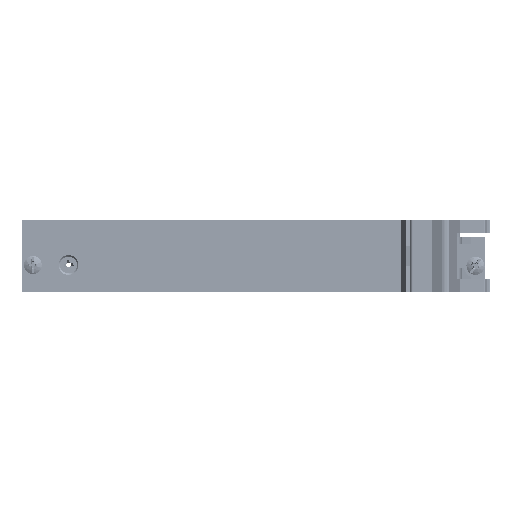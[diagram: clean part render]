
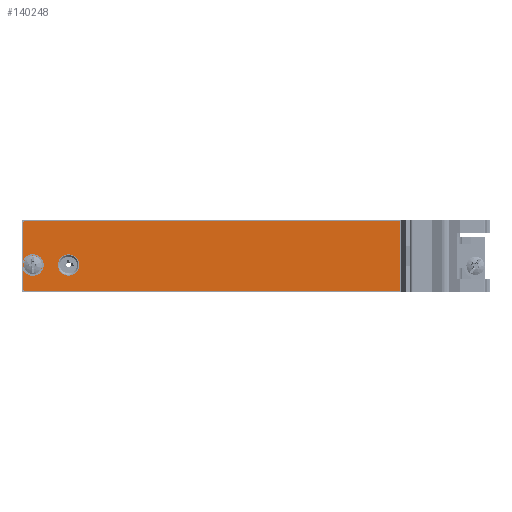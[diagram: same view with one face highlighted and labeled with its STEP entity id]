
A CAD part, left-side view. The second image highlights one B-rep face of the part: STEP entity #140248.
In plain terms, the highlighted planar face has unit normal (-1, 0, 0).
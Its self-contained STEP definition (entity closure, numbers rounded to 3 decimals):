
#6852 = CARTESIAN_POINT ( 'NONE',  ( -94.758, 62.18, 5.385 ) ) ;
#11096 = VERTEX_POINT ( 'NONE', #6852 ) ;
#20511 = ORIENTED_EDGE ( 'NONE', *, *, #23741, .F. ) ;
#20513 = ORIENTED_EDGE ( 'NONE', *, *, #23751, .T. ) ;
#20516 = ORIENTED_EDGE ( 'NONE', *, *, #23754, .T. ) ;
#20519 = ORIENTED_EDGE ( 'NONE', *, *, #23757, .T. ) ;
#20522 = ORIENTED_EDGE ( 'NONE', *, *, #23724, .T. ) ;
#20526 = ORIENTED_EDGE ( 'NONE', *, *, #23760, .T. ) ;
#20528 = ORIENTED_EDGE ( 'NONE', *, *, #23770, .T. ) ;
#20531 = ORIENTED_EDGE ( 'NONE', *, *, #23775, .T. ) ;
#20534 = ORIENTED_EDGE ( 'NONE', *, *, #23779, .T. ) ;
#20537 = ORIENTED_EDGE ( 'NONE', *, *, #23786, .F. ) ;
#20540 = ORIENTED_EDGE ( 'NONE', *, *, #23790, .F. ) ;
#20542 = ORIENTED_EDGE ( 'NONE', *, *, #23796, .F. ) ;
#20545 = ORIENTED_EDGE ( 'NONE', *, *, #23804, .F. ) ;
#23724 = EDGE_CURVE ( 'NONE', #197926, #197916, #124477, .T. ) ;
#23741 = EDGE_CURVE ( 'NONE', #11096, #11096, #124505, .T. ) ;
#23751 = EDGE_CURVE ( 'NONE', #197932, #197863, #124511, .T. ) ;
#23754 = EDGE_CURVE ( 'NONE', #197863, #197942, #124521, .T. ) ;
#23757 = EDGE_CURVE ( 'NONE', #197942, #197926, #124524, .T. ) ;
#23760 = EDGE_CURVE ( 'NONE', #197916, #197938, #124529, .T. ) ;
#23770 = EDGE_CURVE ( 'NONE', #197938, #197949, #124535, .T. ) ;
#23775 = EDGE_CURVE ( 'NONE', #197949, #197952, #124532, .T. ) ;
#23779 = EDGE_CURVE ( 'NONE', #197952, #197932, #124550, .T. ) ;
#23786 = EDGE_CURVE ( 'NONE', #197891, #197955, #124559, .T. ) ;
#23790 = EDGE_CURVE ( 'NONE', #197935, #197891, #124561, .T. ) ;
#23796 = EDGE_CURVE ( 'NONE', #197957, #197935, #124556, .T. ) ;
#23804 = EDGE_CURVE ( 'NONE', #197955, #197957, #124547, .T. ) ;
#36679 = CARTESIAN_POINT ( 'NONE',  ( -94.758, -29.32, 14.635 ) ) ;
#36710 = CARTESIAN_POINT ( 'NONE',  ( -94.758, 73.98, 0.878 ) ) ;
#36738 = CARTESIAN_POINT ( 'NONE',  ( -94.758, 74.68, -4.465 ) ) ;
#36748 = CARTESIAN_POINT ( 'NONE',  ( -94.758, 74.68, 14.335 ) ) ;
#36755 = CARTESIAN_POINT ( 'NONE',  ( -94.758, -29.62, 14.335 ) ) ;
#36758 = CARTESIAN_POINT ( 'NONE',  ( -94.758, 73.98, 3.991 ) ) ;
#36762 = CARTESIAN_POINT ( 'NONE',  ( -94.758, 74.38, -4.765 ) ) ;
#36766 = CARTESIAN_POINT ( 'NONE',  ( -94.758, 74.38, 14.635 ) ) ;
#36772 = CARTESIAN_POINT ( 'NONE',  ( -94.758, -29.32, -4.765 ) ) ;
#36776 = CARTESIAN_POINT ( 'NONE',  ( -94.758, -29.62, -4.465 ) ) ;
#36779 = CARTESIAN_POINT ( 'NONE',  ( -94.758, 70.18, 0.878 ) ) ;
#36783 = CARTESIAN_POINT ( 'NONE',  ( -94.758, 70.18, 3.991 ) ) ;
#82678 = PLANE ( 'NONE',  #145714 ) ;
#82684 = CARTESIAN_POINT ( 'NONE',  ( -94.758, -29.32, 14.335 ) ) ;
#82685 = DIRECTION ( 'NONE',  ( 1., 0., 0. ) ) ;
#82686 = DIRECTION ( 'NONE',  ( 0., 0., -1. ) ) ;
#124477 = LINE ( 'NONE', #143475, #124490 ) ;
#124490 = VECTOR ( 'NONE', #143497, 1000. ) ;
#124505 = CIRCLE ( 'NONE', #203831, 2.95 ) ;
#124511 = CIRCLE ( 'NONE', #203833, 0.3 ) ;
#124521 = LINE ( 'NONE', #143605, #124527 ) ;
#124524 = CIRCLE ( 'NONE', #205115, 0.3 ) ;
#124527 = VECTOR ( 'NONE', #143577, 1000. ) ;
#124529 = CIRCLE ( 'NONE', #205116, 0.3 ) ;
#124532 = CIRCLE ( 'NONE', #205117, 0.3 ) ;
#124535 = LINE ( 'NONE', #143667, #124544 ) ;
#124544 = VECTOR ( 'NONE', #143690, 1000. ) ;
#124547 = LINE ( 'NONE', #143795, #124578 ) ;
#124550 = LINE ( 'NONE', #143706, #124553 ) ;
#124553 = VECTOR ( 'NONE', #143723, 1000. ) ;
#124556 = CIRCLE ( 'NONE', #205120, 2.8 ) ;
#124559 = CIRCLE ( 'NONE', #205119, 2.8 ) ;
#124561 = LINE ( 'NONE', #143755, #124564 ) ;
#124564 = VECTOR ( 'NONE', #143779, 1000. ) ;
#124578 = VECTOR ( 'NONE', #143830, 1000. ) ;
#140248 = ADVANCED_FACE ( 'NONE', ( #207049, #207052, #207058 ), #82678, .F. ) ;
#143475 = CARTESIAN_POINT ( 'NONE',  ( -94.758, 74.68, -4.465 ) ) ;
#143497 = DIRECTION ( 'NONE',  ( 0., 0., -1. ) ) ;
#143561 = CARTESIAN_POINT ( 'NONE',  ( -94.758, 62.18, 2.435 ) ) ;
#143566 = DIRECTION ( 'NONE',  ( -1., 0., 0. ) ) ;
#143570 = DIRECTION ( 'NONE',  ( 0., 0., 1. ) ) ;
#143577 = DIRECTION ( 'NONE',  ( 0., 1., 0. ) ) ;
#143605 = CARTESIAN_POINT ( 'NONE',  ( -94.758, 74.38, 14.635 ) ) ;
#143609 = CARTESIAN_POINT ( 'NONE',  ( -94.758, -29.32, 14.335 ) ) ;
#143613 = DIRECTION ( 'NONE',  ( -1., 0., 0. ) ) ;
#143618 = DIRECTION ( 'NONE',  ( 0., 0., -1. ) ) ;
#143637 = CARTESIAN_POINT ( 'NONE',  ( -94.758, 74.38, 14.335 ) ) ;
#143640 = DIRECTION ( 'NONE',  ( -1., 0., 0. ) ) ;
#143645 = DIRECTION ( 'NONE',  ( 0., 0., -1. ) ) ;
#143657 = CARTESIAN_POINT ( 'NONE',  ( -94.758, 74.38, -4.465 ) ) ;
#143659 = DIRECTION ( 'NONE',  ( -1., 0., 0. ) ) ;
#143663 = DIRECTION ( 'NONE',  ( 0., 0., -1. ) ) ;
#143667 = CARTESIAN_POINT ( 'NONE',  ( -94.758, -29.32, -4.765 ) ) ;
#143690 = DIRECTION ( 'NONE',  ( 0., -1., 0. ) ) ;
#143706 = CARTESIAN_POINT ( 'NONE',  ( -94.758, -29.62, 14.335 ) ) ;
#143710 = CARTESIAN_POINT ( 'NONE',  ( -94.758, -29.32, -4.465 ) ) ;
#143714 = DIRECTION ( 'NONE',  ( -1., 0., 0. ) ) ;
#143718 = DIRECTION ( 'NONE',  ( 0., 0., 1. ) ) ;
#143723 = DIRECTION ( 'NONE',  ( 0., 0., 1. ) ) ;
#143755 = CARTESIAN_POINT ( 'NONE',  ( -94.758, 73.98, 3.991 ) ) ;
#143766 = CARTESIAN_POINT ( 'NONE',  ( -94.758, 72.08, 2.935 ) ) ;
#143768 = DIRECTION ( 'NONE',  ( -1., 0., 0. ) ) ;
#143772 = DIRECTION ( 'NONE',  ( 0., 0., 1. ) ) ;
#143779 = DIRECTION ( 'NONE',  ( 0., 0., -1. ) ) ;
#143795 = CARTESIAN_POINT ( 'NONE',  ( -94.758, 70.18, 0.878 ) ) ;
#143804 = CARTESIAN_POINT ( 'NONE',  ( -94.758, 72.08, 1.935 ) ) ;
#143809 = DIRECTION ( 'NONE',  ( -1., 0., 0. ) ) ;
#143812 = DIRECTION ( 'NONE',  ( 0., 0., 1. ) ) ;
#143830 = DIRECTION ( 'NONE',  ( 0., 0., 1. ) ) ;
#145714 = AXIS2_PLACEMENT_3D ( 'NONE', #82684, #82685, #82686 ) ;
#190370 = EDGE_LOOP ( 'NONE', ( #20513, #20516, #20519, #20522, #20526, #20528, #20531, #20534 ) ) ;
#190373 = EDGE_LOOP ( 'NONE', ( #20537, #20540, #20542, #20545 ) ) ;
#190375 = EDGE_LOOP ( 'NONE', ( #20511 ) ) ;
#197863 = VERTEX_POINT ( 'NONE', #36679 ) ;
#197891 = VERTEX_POINT ( 'NONE', #36710 ) ;
#197916 = VERTEX_POINT ( 'NONE', #36738 ) ;
#197926 = VERTEX_POINT ( 'NONE', #36748 ) ;
#197932 = VERTEX_POINT ( 'NONE', #36755 ) ;
#197935 = VERTEX_POINT ( 'NONE', #36758 ) ;
#197938 = VERTEX_POINT ( 'NONE', #36762 ) ;
#197942 = VERTEX_POINT ( 'NONE', #36766 ) ;
#197949 = VERTEX_POINT ( 'NONE', #36772 ) ;
#197952 = VERTEX_POINT ( 'NONE', #36776 ) ;
#197955 = VERTEX_POINT ( 'NONE', #36779 ) ;
#197957 = VERTEX_POINT ( 'NONE', #36783 ) ;
#203831 = AXIS2_PLACEMENT_3D ( 'NONE', #143561, #143566, #143570 ) ;
#203833 = AXIS2_PLACEMENT_3D ( 'NONE', #143609, #143613, #143618 ) ;
#205115 = AXIS2_PLACEMENT_3D ( 'NONE', #143637, #143640, #143645 ) ;
#205116 = AXIS2_PLACEMENT_3D ( 'NONE', #143657, #143659, #143663 ) ;
#205117 = AXIS2_PLACEMENT_3D ( 'NONE', #143710, #143714, #143718 ) ;
#205119 = AXIS2_PLACEMENT_3D ( 'NONE', #143766, #143768, #143772 ) ;
#205120 = AXIS2_PLACEMENT_3D ( 'NONE', #143804, #143809, #143812 ) ;
#207049 = FACE_BOUND ( 'NONE', #190375, .T. ) ;
#207052 = FACE_OUTER_BOUND ( 'NONE', #190370, .T. ) ;
#207058 = FACE_BOUND ( 'NONE', #190373, .T. ) ;
